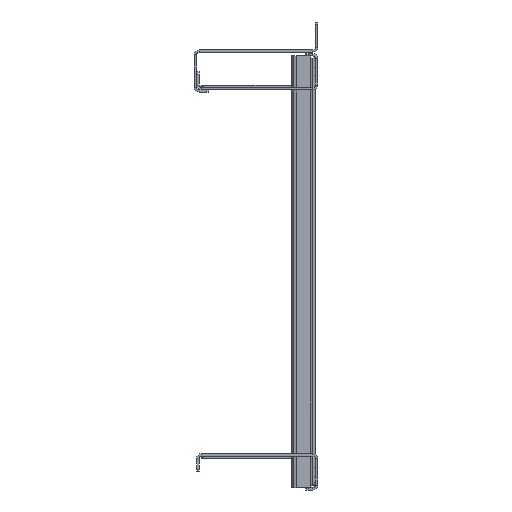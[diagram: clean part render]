
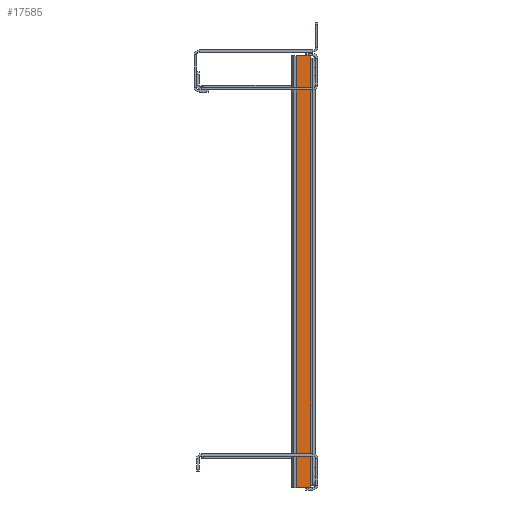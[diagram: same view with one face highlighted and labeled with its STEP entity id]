
A CAD part, left-side view. The second image highlights one B-rep face of the part: STEP entity #17585.
In plain terms, the highlighted free-form (B-spline) face has degree [1, 1] with [2, 2] control points.
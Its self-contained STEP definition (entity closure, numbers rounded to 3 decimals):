
#17503 = VERTEX_POINT('',#17504);
#17504 = CARTESIAN_POINT('',(-483.943,859.74,
    1015.048));
#17510 = EDGE_CURVE('',#17511,#17503,#17513,.T.);
#17511 = VERTEX_POINT('',#17512);
#17512 = CARTESIAN_POINT('',(-483.943,859.74,
    1387.04));
#17513 = B_SPLINE_CURVE_WITH_KNOTS('',1,(#17514,#17515),.UNSPECIFIED.,
  .F.,.F.,(2,2),(2.,354.),.PIECEWISE_BEZIER_KNOTS.);
#17514 = CARTESIAN_POINT('',(-483.943,859.74,
    1387.04));
#17515 = CARTESIAN_POINT('',(-483.943,859.74,
    1015.048));
#17553 = EDGE_CURVE('',#17554,#17556,#17558,.T.);
#17554 = VERTEX_POINT('',#17555);
#17555 = CARTESIAN_POINT('',(-483.943,872.421,
    1389.154));
#17556 = VERTEX_POINT('',#17557);
#17557 = CARTESIAN_POINT('',(-483.943,859.74,
    1389.154));
#17558 = B_SPLINE_CURVE_WITH_KNOTS('',1,(#17559,#17560),.UNSPECIFIED.,
  .F.,.F.,(2,2),(2.,14.),.PIECEWISE_BEZIER_KNOTS.);
#17559 = CARTESIAN_POINT('',(-483.943,872.421,
    1389.154));
#17560 = CARTESIAN_POINT('',(-483.943,859.74,
    1389.154));
#17585 = ADVANCED_FACE('',(#17586),#17614,.F.);
#17586 = FACE_BOUND('',#17587,.T.);
#17587 = EDGE_LOOP('',(#17588,#17593,#17594,#17601,#17608,#17613));
#17588 = ORIENTED_EDGE('',*,*,#17589,.F.);
#17589 = EDGE_CURVE('',#17556,#17511,#17590,.T.);
#17590 = B_SPLINE_CURVE_WITH_KNOTS('',1,(#17591,#17592),.UNSPECIFIED.,
  .F.,.F.,(2,2),(0.,2.),.PIECEWISE_BEZIER_KNOTS.);
#17591 = CARTESIAN_POINT('',(-483.943,859.74,
    1389.154));
#17592 = CARTESIAN_POINT('',(-483.943,859.74,
    1387.04));
#17593 = ORIENTED_EDGE('',*,*,#17553,.F.);
#17594 = ORIENTED_EDGE('',*,*,#17595,.F.);
#17595 = EDGE_CURVE('',#17596,#17554,#17598,.T.);
#17596 = VERTEX_POINT('',#17597);
#17597 = CARTESIAN_POINT('',(-483.943,872.421,
    1012.935));
#17598 = B_SPLINE_CURVE_WITH_KNOTS('',1,(#17599,#17600),.UNSPECIFIED.,
  .F.,.F.,(2,2),(-356.,0.),.PIECEWISE_BEZIER_KNOTS.);
#17599 = CARTESIAN_POINT('',(-483.943,872.421,
    1012.935));
#17600 = CARTESIAN_POINT('',(-483.943,872.421,
    1389.154));
#17601 = ORIENTED_EDGE('',*,*,#17602,.F.);
#17602 = EDGE_CURVE('',#17603,#17596,#17605,.T.);
#17603 = VERTEX_POINT('',#17604);
#17604 = CARTESIAN_POINT('',(-483.943,859.74,
    1012.935));
#17605 = B_SPLINE_CURVE_WITH_KNOTS('',1,(#17606,#17607),.UNSPECIFIED.,
  .F.,.F.,(2,2),(4.,16.),.PIECEWISE_BEZIER_KNOTS.);
#17606 = CARTESIAN_POINT('',(-483.943,859.74,
    1012.935));
#17607 = CARTESIAN_POINT('',(-483.943,872.421,
    1012.935));
#17608 = ORIENTED_EDGE('',*,*,#17609,.F.);
#17609 = EDGE_CURVE('',#17503,#17603,#17610,.T.);
#17610 = B_SPLINE_CURVE_WITH_KNOTS('',1,(#17611,#17612),.UNSPECIFIED.,
  .F.,.F.,(2,2),(354.,356.),.PIECEWISE_BEZIER_KNOTS.);
#17611 = CARTESIAN_POINT('',(-483.943,859.74,
    1015.048));
#17612 = CARTESIAN_POINT('',(-483.943,859.74,
    1012.935));
#17613 = ORIENTED_EDGE('',*,*,#17510,.F.);
#17614 = B_SPLINE_SURFACE_WITH_KNOTS('',1,1,(
    (#17615,#17616)
    ,(#17617,#17618
    )),.UNSPECIFIED.,.F.,.F.,.F.,(2,2),(2,2),(4.,16.),(-178.,178.),
  .PIECEWISE_BEZIER_KNOTS.);
#17615 = CARTESIAN_POINT('',(-483.943,872.421,
    1389.154));
#17616 = CARTESIAN_POINT('',(-483.943,872.421,
    1012.935));
#17617 = CARTESIAN_POINT('',(-483.943,859.74,
    1389.154));
#17618 = CARTESIAN_POINT('',(-483.943,859.74,
    1012.935));
